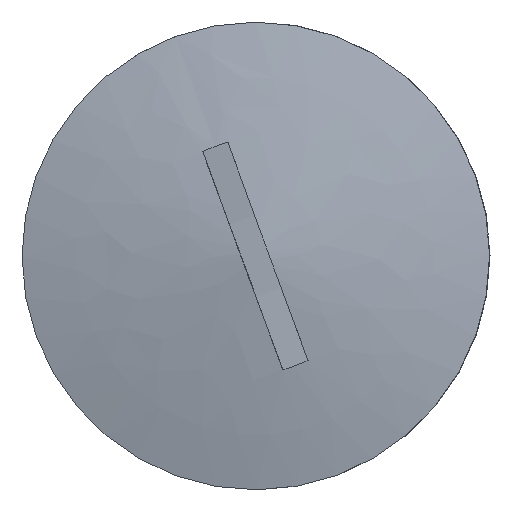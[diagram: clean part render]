
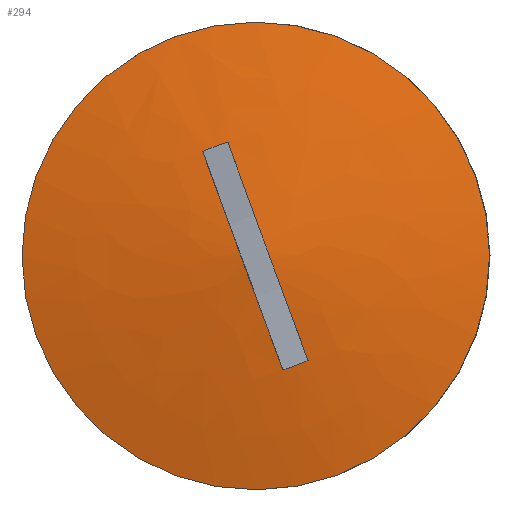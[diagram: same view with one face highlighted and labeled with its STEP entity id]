
A CAD part, left-side view. The second image highlights one B-rep face of the part: STEP entity #294.
In plain terms, the highlighted free-form (B-spline) face has degree [2, 2] with [3, 9] control points.
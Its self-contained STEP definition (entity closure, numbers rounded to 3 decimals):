
#28=(
BOUNDED_CURVE()
B_SPLINE_CURVE(2,(#1385,#1386,#1387),.UNSPECIFIED.,.F.,.F.)
B_SPLINE_CURVE_WITH_KNOTS((3,3),(1.352,1.407),
 .UNSPECIFIED.)
CURVE()
GEOMETRIC_REPRESENTATION_ITEM()
RATIONAL_B_SPLINE_CURVE((1.,0.999,0.999))
REPRESENTATION_ITEM('')
);
#29=(
BOUNDED_SURFACE()
B_SPLINE_SURFACE(2,2,((#1354,#1355,#1356,#1357,#1358,#1359,#1360,#1361,
#1362),(#1363,#1364,#1365,#1366,#1367,#1368,#1369,#1370,#1371),(#1372,#1373,
#1374,#1375,#1376,#1377,#1378,#1379,#1380)),.UNSPECIFIED.,.F.,.T.,.F.)
B_SPLINE_SURFACE_WITH_KNOTS((3,3),(3,2,2,2,3),(-1.454,-1.352),
(-3.142,-1.571,0.,1.571,3.142),
 .UNSPECIFIED.)
GEOMETRIC_REPRESENTATION_ITEM()
RATIONAL_B_SPLINE_SURFACE(((1.,0.707,1.,0.707,1.,
0.707,1.,0.707,1.),(0.999,0.706,
0.999,0.706,0.999,0.706,0.999,
0.706,0.999),(1.,0.707,1.,0.707,
1.,0.707,1.,0.707,1.)))
REPRESENTATION_ITEM('')
SURFACE()
);
#30=LINE('',#1321,#34);
#31=LINE('',#1322,#35);
#32=LINE('',#1345,#36);
#33=LINE('',#1346,#37);
#34=VECTOR('',#415,10.);
#35=VECTOR('',#416,10.);
#36=VECTOR('',#419,10.);
#37=VECTOR('',#420,10.);
#64=B_SPLINE_CURVE_WITH_KNOTS('',3,(#1302,#1303,#1304,#1305,#1306,#1307,
#1308,#1309,#1310,#1311,#1312,#1313,#1314,#1315,#1316,#1317,#1318,#1319,
#1320),.UNSPECIFIED.,.F.,.F.,(4,2,2,2,3,2,2,2,4),(-0.859,-0.652,
-0.326,-0.163,0.,0.163,0.326,
0.652,0.859),.UNSPECIFIED.);
#65=B_SPLINE_CURVE_WITH_KNOTS('',3,(#1326,#1327,#1328,#1329,#1330,#1331,
#1332,#1333,#1334,#1335,#1336,#1337,#1338,#1339,#1340,#1341,#1342,#1343,
#1344),.UNSPECIFIED.,.F.,.F.,(4,2,2,2,3,2,2,2,4),(-0.859,-0.652,
-0.326,-0.163,0.,0.163,0.326,
0.652,0.859),.UNSPECIFIED.);
#79=FACE_OUTER_BOUND('',#101,.T.);
#101=EDGE_LOOP('',(#243,#244,#245,#246,#247,#248,#249,#250,#251,#252,#253,
#254,#255,#256));
#115=CIRCLE('',#339,13.352);
#116=CIRCLE('',#340,13.352);
#118=CIRCLE('',#342,13.352);
#119=CIRCLE('',#343,13.352);
#128=CIRCLE('',#360,17.4);
#129=CIRCLE('',#361,17.4);
#137=VERTEX_POINT('',#472);
#138=VERTEX_POINT('',#473);
#139=VERTEX_POINT('',#475);
#140=VERTEX_POINT('',#477);
#141=VERTEX_POINT('',#479);
#142=VERTEX_POINT('',#481);
#152=VERTEX_POINT('',#1300);
#153=VERTEX_POINT('',#1301);
#154=VERTEX_POINT('',#1324);
#155=VERTEX_POINT('',#1325);
#158=VERTEX_POINT('',#1381);
#159=VERTEX_POINT('',#1382);
#166=EDGE_CURVE('',#137,#138,#115,.T.);
#167=EDGE_CURVE('',#139,#137,#116,.T.);
#169=EDGE_CURVE('',#141,#140,#118,.T.);
#170=EDGE_CURVE('',#142,#141,#119,.T.);
#185=EDGE_CURVE('',#152,#153,#64,.T.);
#186=EDGE_CURVE('',#138,#152,#30,.T.);
#187=EDGE_CURVE('',#153,#142,#31,.T.);
#188=EDGE_CURVE('',#154,#155,#65,.T.);
#189=EDGE_CURVE('',#140,#154,#32,.T.);
#190=EDGE_CURVE('',#155,#139,#33,.T.);
#193=EDGE_CURVE('',#158,#159,#128,.T.);
#194=EDGE_CURVE('',#159,#158,#129,.T.);
#195=EDGE_CURVE('',#159,#137,#28,.T.);
#243=ORIENTED_EDGE('',*,*,#193,.F.);
#244=ORIENTED_EDGE('',*,*,#194,.F.);
#245=ORIENTED_EDGE('',*,*,#195,.T.);
#246=ORIENTED_EDGE('',*,*,#166,.T.);
#247=ORIENTED_EDGE('',*,*,#186,.T.);
#248=ORIENTED_EDGE('',*,*,#185,.T.);
#249=ORIENTED_EDGE('',*,*,#187,.T.);
#250=ORIENTED_EDGE('',*,*,#170,.T.);
#251=ORIENTED_EDGE('',*,*,#169,.T.);
#252=ORIENTED_EDGE('',*,*,#189,.T.);
#253=ORIENTED_EDGE('',*,*,#188,.T.);
#254=ORIENTED_EDGE('',*,*,#190,.T.);
#255=ORIENTED_EDGE('',*,*,#167,.T.);
#256=ORIENTED_EDGE('',*,*,#195,.F.);
#294=ADVANCED_FACE('',(#79),#29,.F.);
#339=AXIS2_PLACEMENT_3D('',#474,#385,#386);
#340=AXIS2_PLACEMENT_3D('',#476,#387,#388);
#342=AXIS2_PLACEMENT_3D('',#480,#391,#392);
#343=AXIS2_PLACEMENT_3D('',#482,#393,#394);
#360=AXIS2_PLACEMENT_3D('',#1383,#431,#432);
#361=AXIS2_PLACEMENT_3D('',#1384,#433,#434);
#385=DIRECTION('center_axis',(0.996,0.,0.09));
#386=DIRECTION('ref_axis',(-0.089,-0.075,0.993));
#387=DIRECTION('center_axis',(0.996,0.,0.09));
#388=DIRECTION('ref_axis',(-0.09,0.,0.996));
#391=DIRECTION('center_axis',(0.996,0.,-0.09));
#392=DIRECTION('ref_axis',(-0.089,0.075,-0.993));
#393=DIRECTION('center_axis',(0.996,0.,-0.09));
#394=DIRECTION('ref_axis',(-0.09,0.,-0.996));
#415=DIRECTION('',(-0.163,0.,-0.987));
#416=DIRECTION('',(0.163,0.,-0.987));
#419=DIRECTION('',(-0.163,0.,0.987));
#420=DIRECTION('',(0.163,0.,0.987));
#431=DIRECTION('center_axis',(1.,0.,0.));
#432=DIRECTION('ref_axis',(0.,0.,-1.));
#433=DIRECTION('center_axis',(1.,0.,0.));
#434=DIRECTION('ref_axis',(0.,0.,-1.));
#472=CARTESIAN_POINT('',(-11.6,0.,8.685));
#473=CARTESIAN_POINT('',(-11.597,-1.,8.648));
#474=CARTESIAN_POINT('Origin',(-10.404,0.,
-4.613));
#475=CARTESIAN_POINT('',(-11.597,1.,8.648));
#476=CARTESIAN_POINT('Origin',(-10.404,0.,-4.613));
#477=CARTESIAN_POINT('',(-11.597,1.,-8.648));
#479=CARTESIAN_POINT('',(-11.6,0.,-8.685));
#480=CARTESIAN_POINT('Origin',(-10.404,0.,4.613));
#481=CARTESIAN_POINT('',(-11.597,-1.,-8.648));
#482=CARTESIAN_POINT('Origin',(-10.404,0.,
4.613));
#1300=CARTESIAN_POINT('',(-11.6,-1.,8.627));
#1301=CARTESIAN_POINT('',(-11.6,-1.,-8.627));
#1302=CARTESIAN_POINT('Ctrl Pts',(-11.6,-1.,8.627));
#1303=CARTESIAN_POINT('Ctrl Pts',(-11.716,-1.,
7.923));
#1304=CARTESIAN_POINT('Ctrl Pts',(-11.827,-1.,
7.22));
#1305=CARTESIAN_POINT('Ctrl Pts',(-12.098,-1.,
5.422));
#1306=CARTESIAN_POINT('Ctrl Pts',(-12.251,-1.,
4.33));
#1307=CARTESIAN_POINT('Ctrl Pts',(-12.456,-1.,
2.703));
#1308=CARTESIAN_POINT('Ctrl Pts',(-12.521,-1.,
2.162));
#1309=CARTESIAN_POINT('Ctrl Pts',(-12.634,-1.,
1.082));
#1310=CARTESIAN_POINT('Ctrl Pts',(-12.686,-1.,0.543));
#1311=CARTESIAN_POINT('Ctrl Pts',(-12.686,-1.,0.));
#1312=CARTESIAN_POINT('Ctrl Pts',(-12.686,-1.,-0.543));
#1313=CARTESIAN_POINT('Ctrl Pts',(-12.634,-1.,-1.082));
#1314=CARTESIAN_POINT('Ctrl Pts',(-12.521,-1.,-2.162));
#1315=CARTESIAN_POINT('Ctrl Pts',(-12.456,-1.,-2.703));
#1316=CARTESIAN_POINT('Ctrl Pts',(-12.251,-1.,-4.33));
#1317=CARTESIAN_POINT('Ctrl Pts',(-12.098,-1.,-5.422));
#1318=CARTESIAN_POINT('Ctrl Pts',(-11.827,-1.,-7.22));
#1319=CARTESIAN_POINT('Ctrl Pts',(-11.716,-1.,-7.923));
#1320=CARTESIAN_POINT('Ctrl Pts',(-11.6,-1.,-8.627));
#1321=CARTESIAN_POINT('',(-11.597,-1.,8.648));
#1322=CARTESIAN_POINT('',(-11.6,-1.,-8.627));
#1324=CARTESIAN_POINT('',(-11.6,1.,-8.627));
#1325=CARTESIAN_POINT('',(-11.6,1.,8.627));
#1326=CARTESIAN_POINT('Ctrl Pts',(-11.6,1.,-8.627));
#1327=CARTESIAN_POINT('Ctrl Pts',(-11.716,1.,-7.923));
#1328=CARTESIAN_POINT('Ctrl Pts',(-11.827,1.,-7.22));
#1329=CARTESIAN_POINT('Ctrl Pts',(-12.098,1.,-5.422));
#1330=CARTESIAN_POINT('Ctrl Pts',(-12.251,1.,-4.33));
#1331=CARTESIAN_POINT('Ctrl Pts',(-12.456,1.,-2.703));
#1332=CARTESIAN_POINT('Ctrl Pts',(-12.521,1.,-2.162));
#1333=CARTESIAN_POINT('Ctrl Pts',(-12.634,1.,-1.082));
#1334=CARTESIAN_POINT('Ctrl Pts',(-12.686,1.,-0.543));
#1335=CARTESIAN_POINT('Ctrl Pts',(-12.686,1.,0.));
#1336=CARTESIAN_POINT('Ctrl Pts',(-12.686,1.,0.543));
#1337=CARTESIAN_POINT('Ctrl Pts',(-12.634,1.,1.082));
#1338=CARTESIAN_POINT('Ctrl Pts',(-12.521,1.,2.162));
#1339=CARTESIAN_POINT('Ctrl Pts',(-12.456,1.,2.703));
#1340=CARTESIAN_POINT('Ctrl Pts',(-12.251,1.,4.33));
#1341=CARTESIAN_POINT('Ctrl Pts',(-12.098,1.,5.422));
#1342=CARTESIAN_POINT('Ctrl Pts',(-11.827,1.,7.22));
#1343=CARTESIAN_POINT('Ctrl Pts',(-11.716,1.,7.923));
#1344=CARTESIAN_POINT('Ctrl Pts',(-11.6,1.,8.627));
#1345=CARTESIAN_POINT('',(-11.597,1.,-8.648));
#1346=CARTESIAN_POINT('',(-11.6,1.,8.627));
#1354=CARTESIAN_POINT('Ctrl Pts',(-12.686,0.,1.));
#1355=CARTESIAN_POINT('Ctrl Pts',(-12.686,-1.,1.));
#1356=CARTESIAN_POINT('Ctrl Pts',(-12.686,-1.,0.));
#1357=CARTESIAN_POINT('Ctrl Pts',(-12.686,-1.,-1.));
#1358=CARTESIAN_POINT('Ctrl Pts',(-12.686,0.,-1.));
#1359=CARTESIAN_POINT('Ctrl Pts',(-12.686,1.,-1.));
#1360=CARTESIAN_POINT('Ctrl Pts',(-12.686,1.,0.));
#1361=CARTESIAN_POINT('Ctrl Pts',(-12.686,1.,1.));
#1362=CARTESIAN_POINT('Ctrl Pts',(-12.686,0.,1.));
#1363=CARTESIAN_POINT('Ctrl Pts',(-11.718,0.,9.271));
#1364=CARTESIAN_POINT('Ctrl Pts',(-11.718,-9.271,9.271));
#1365=CARTESIAN_POINT('Ctrl Pts',(-11.718,-9.271,0.));
#1366=CARTESIAN_POINT('Ctrl Pts',(-11.718,-9.271,-9.271));
#1367=CARTESIAN_POINT('Ctrl Pts',(-11.718,0.,-9.271));
#1368=CARTESIAN_POINT('Ctrl Pts',(-11.718,9.271,-9.271));
#1369=CARTESIAN_POINT('Ctrl Pts',(-11.718,9.271,0.));
#1370=CARTESIAN_POINT('Ctrl Pts',(-11.718,9.271,9.271));
#1371=CARTESIAN_POINT('Ctrl Pts',(-11.718,0.,9.271));
#1372=CARTESIAN_POINT('Ctrl Pts',(-9.91,0.,17.4));
#1373=CARTESIAN_POINT('Ctrl Pts',(-9.91,-17.4,17.4));
#1374=CARTESIAN_POINT('Ctrl Pts',(-9.91,-17.4,0.));
#1375=CARTESIAN_POINT('Ctrl Pts',(-9.91,-17.4,-17.4));
#1376=CARTESIAN_POINT('Ctrl Pts',(-9.91,0.,-17.4));
#1377=CARTESIAN_POINT('Ctrl Pts',(-9.91,17.4,-17.4));
#1378=CARTESIAN_POINT('Ctrl Pts',(-9.91,17.4,0.));
#1379=CARTESIAN_POINT('Ctrl Pts',(-9.91,17.4,17.4));
#1380=CARTESIAN_POINT('Ctrl Pts',(-9.91,0.,17.4));
#1381=CARTESIAN_POINT('',(-9.91,17.4,0.));
#1382=CARTESIAN_POINT('',(-9.91,0.,17.4));
#1383=CARTESIAN_POINT('Origin',(-9.91,0.,0.));
#1384=CARTESIAN_POINT('Origin',(-9.91,0.,0.));
#1385=CARTESIAN_POINT('Ctrl Pts',(-9.91,0.,17.4));
#1386=CARTESIAN_POINT('Ctrl Pts',(-10.874,0.,13.066));
#1387=CARTESIAN_POINT('Ctrl Pts',(-11.6,0.,8.685));
